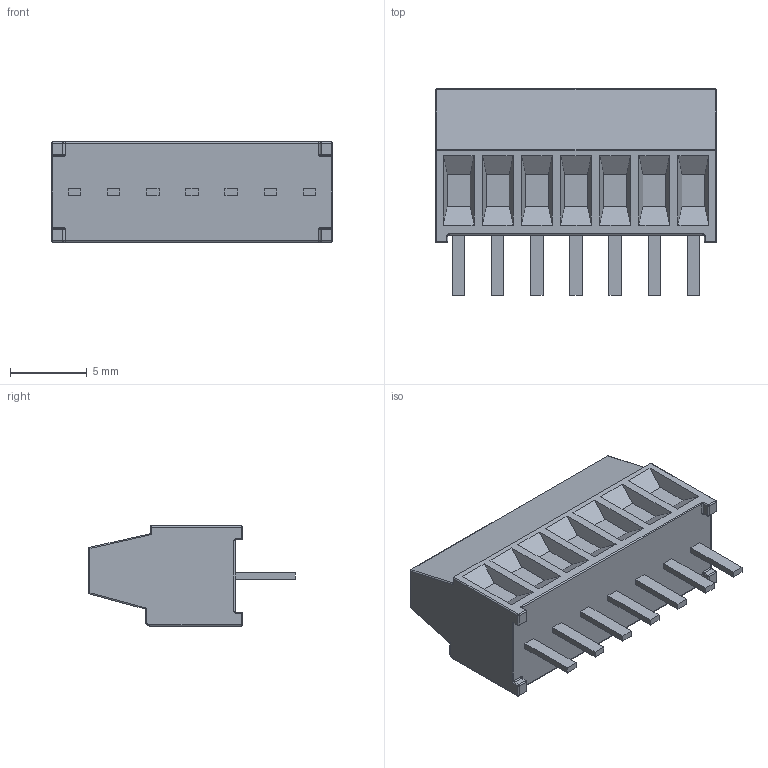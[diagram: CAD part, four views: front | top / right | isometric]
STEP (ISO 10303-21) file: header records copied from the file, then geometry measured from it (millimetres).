
FILE_DESCRIPTION (( 'STEP AP214' ), '1' );
FILE_NAME ('TE Term Block 7port 282834-7-c-3d.STEP', '2016-01-11T22:14:16', ( '' ), ( '' ), 'SwSTEP 2.0', 'SolidWorks 2015', '' );
FILE_SCHEMA (( 'AUTOMOTIVE_DESIGN' ));
Length unit declared in the file: millimetre
Products named in the file (2): c-282834-7-c-3d; TE Term Block 7port 282834-7-c-3d
Assembly tree (1 placements, depth 2):
  TE Term Block 7port 282834-7-c-3d
    c-282834-7-c-3d
Bounding box: 18.24 x 13.4 x 6.5 mm (x, y, z)
Volume: 855.3 mm3; surface area: 880 mm2
Topology: 1 solids, 1 shells, 305 faces, 752 edges, 454 vertices
Faces by surface type: plane 190, cylinder 79, sphere 20, torus 16
Entity records: 9657 total; most frequent: DIRECTION 1544, CARTESIAN_POINT 1511, ORIENTED_EDGE 1472, EDGE_CURVE 736, VECTOR 538, LINE 538, AXIS2_PLACEMENT_3D 503, VERTEX_POINT 454
